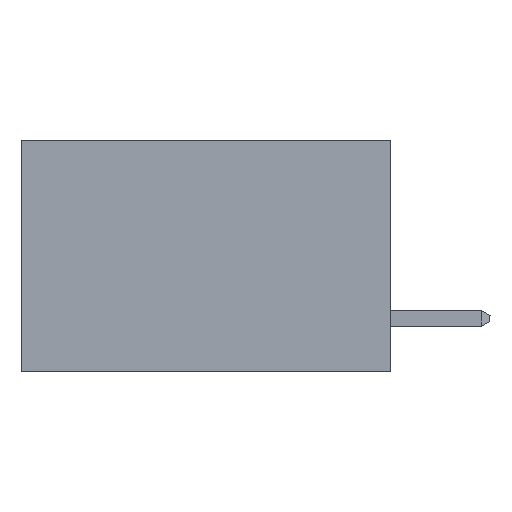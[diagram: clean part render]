
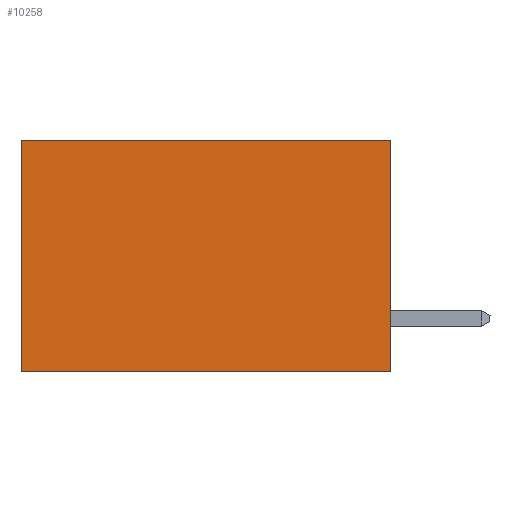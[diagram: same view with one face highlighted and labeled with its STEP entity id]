
A CAD part, left-side view. The second image highlights one B-rep face of the part: STEP entity #10258.
In plain terms, the highlighted planar face has unit normal (-1, 0, 0).
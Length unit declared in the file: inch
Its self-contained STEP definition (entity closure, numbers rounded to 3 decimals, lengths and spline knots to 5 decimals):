
#1368 = VERTEX_POINT ( 'NONE', #3052 ) ;
#1726 = ORIENTED_EDGE ( 'NONE', *, *, #3260, .F. ) ;
#1879 = CARTESIAN_POINT ( 'NONE',  ( 0.277, 0., 0. ) ) ;
#2519 = EDGE_CURVE ( 'NONE', #9994, #9568, #8640, .T. ) ;
#2524 = LINE ( 'NONE', #8119, #4597 ) ;
#2993 = CARTESIAN_POINT ( 'NONE',  ( 0.277, 0., -0.37 ) ) ;
#3052 = CARTESIAN_POINT ( 'NONE',  ( 0.277, 0.59, -0.37 ) ) ;
#3218 = AXIS2_PLACEMENT_3D ( 'NONE', #2993, #8443, #3919 ) ;
#3260 = EDGE_CURVE ( 'NONE', #7901, #1368, #6904, .T. ) ;
#3277 = EDGE_CURVE ( 'NONE', #9994, #7901, #2524, .T. ) ;
#3528 = DIRECTION ( 'NONE',  ( 0., 1., 0. ) ) ;
#3919 = DIRECTION ( 'NONE',  ( 0., 0., -1. ) ) ;
#4019 = FACE_OUTER_BOUND ( 'NONE', #6549, .T. ) ;
#4394 = DIRECTION ( 'NONE',  ( 0., 0., -1. ) ) ;
#4470 = VECTOR ( 'NONE', #3528, 39.37008 ) ;
#4597 = VECTOR ( 'NONE', #4394, 39.37008 ) ;
#4722 = EDGE_CURVE ( 'NONE', #9568, #1368, #9685, .T. ) ;
#4856 = VECTOR ( 'NONE', #7482, 39.37008 ) ;
#5530 = PLANE ( 'NONE',  #3218 ) ;
#6197 = VECTOR ( 'NONE', #7623, 39.37008 ) ;
#6408 = CARTESIAN_POINT ( 'NONE',  ( 0.277, 0., -0.37 ) ) ;
#6549 = EDGE_LOOP ( 'NONE', ( #10171, #1726, #8986, #6831 ) ) ;
#6655 = CARTESIAN_POINT ( 'NONE',  ( 0.277, 0.59, 0. ) ) ;
#6831 = ORIENTED_EDGE ( 'NONE', *, *, #2519, .T. ) ;
#6883 = CARTESIAN_POINT ( 'NONE',  ( 0.277, 0.59, -0.37 ) ) ;
#6904 = LINE ( 'NONE', #6408, #4856 ) ;
#7140 = CARTESIAN_POINT ( 'NONE',  ( 0.277, 0., -0.37 ) ) ;
#7482 = DIRECTION ( 'NONE',  ( 0., 1., 0. ) ) ;
#7623 = DIRECTION ( 'NONE',  ( 0., 0., -1. ) ) ;
#7644 = CARTESIAN_POINT ( 'NONE',  ( 0.277, 0., 0. ) ) ;
#7901 = VERTEX_POINT ( 'NONE', #7140 ) ;
#8119 = CARTESIAN_POINT ( 'NONE',  ( 0.277, 0., -0.37 ) ) ;
#8443 = DIRECTION ( 'NONE',  ( 1., 0., 0. ) ) ;
#8640 = LINE ( 'NONE', #1879, #4470 ) ;
#8986 = ORIENTED_EDGE ( 'NONE', *, *, #3277, .F. ) ;
#9568 = VERTEX_POINT ( 'NONE', #6655 ) ;
#9685 = LINE ( 'NONE', #6883, #6197 ) ;
#9994 = VERTEX_POINT ( 'NONE', #7644 ) ;
#10171 = ORIENTED_EDGE ( 'NONE', *, *, #4722, .T. ) ;
#10258 = ADVANCED_FACE ( 'NONE', ( #4019 ), #5530, .F. ) ;
